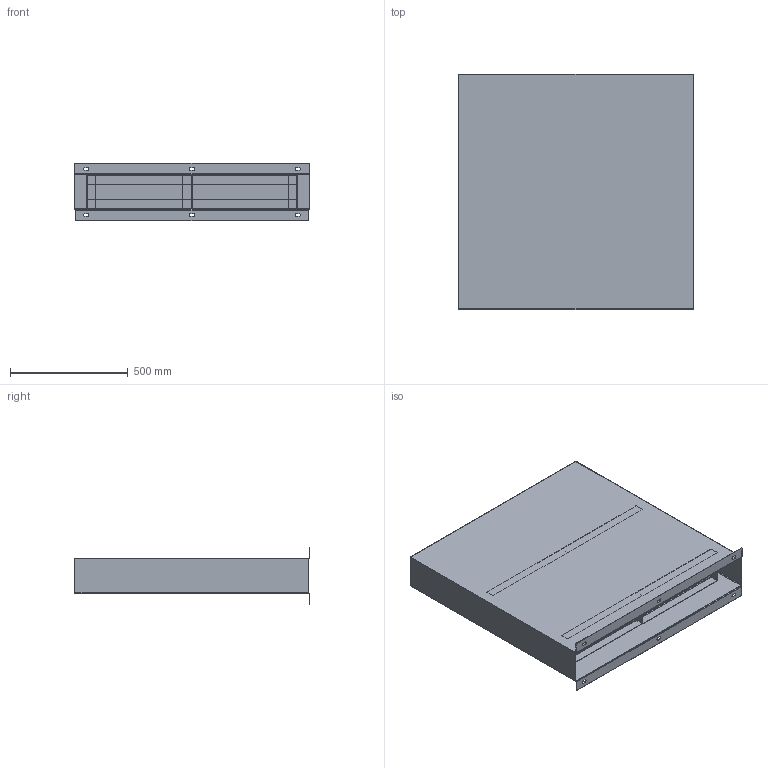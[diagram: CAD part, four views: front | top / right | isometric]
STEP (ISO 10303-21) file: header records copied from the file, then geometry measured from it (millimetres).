
FILE_DESCRIPTION (( 'STEP AP214' ), '1' );
FILE_NAME ('CW5.2.STEP', '2021-09-15T07:29:36', ( '' ), ( '' ), 'SwSTEP 2.0', 'SolidWorks 2021', '' );
FILE_SCHEMA (( 'AUTOMOTIVE_DESIGN' ));
Length unit declared in the file: millimetre
Products named in the file (5): CW5.2-Sidewall 1; CW5.2-L2; CW5.2-Sidewall 2; CW5.2-L1; CW5.2
Assembly tree (12 placements, depth 2):
  CW5.2
    CW5.2-Sidewall 1
    CW5.2-Sidewall 2
    CW5.2-L1  x4
    CW5.2-L2  x6
Bounding box: 1000 x 1000 x 246 mm (x, y, z)
Volume: 5728429.9 mm3; surface area: 5768121.1 mm2
Topology: 12 solids, 12 shells, 218 faces, 462 edges, 268 vertices
Faces by surface type: plane 172, cylinder 42, bspline 4
Entity records: 3392 total; most frequent: CARTESIAN_POINT 775, DIRECTION 508, ORIENTED_EDGE 476, EDGE_CURVE 238, LINE 186, VECTOR 186, AXIS2_PLACEMENT_3D 161, VERTEX_POINT 140
